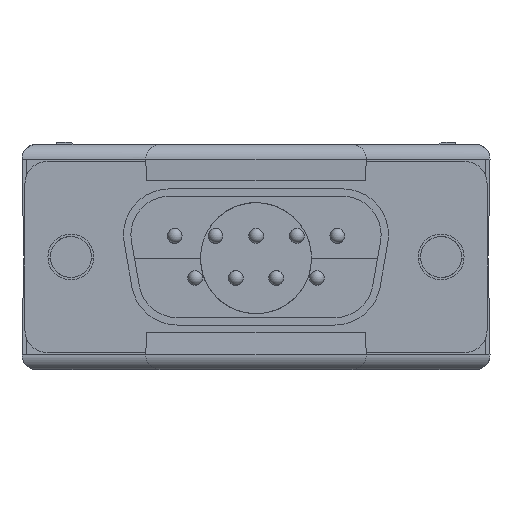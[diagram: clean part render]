
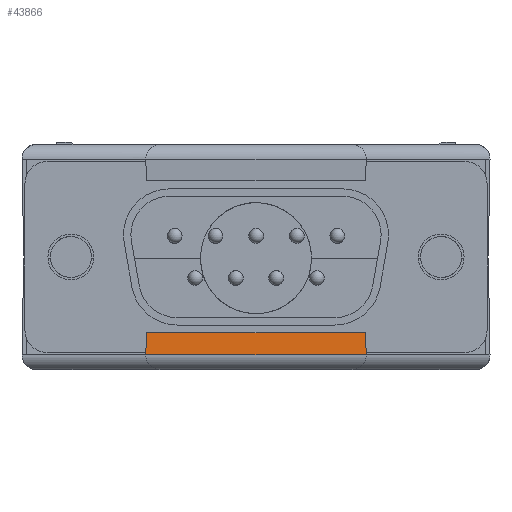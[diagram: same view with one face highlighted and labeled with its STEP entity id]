
A CAD part, front view. The second image highlights one B-rep face of the part: STEP entity #43866.
In plain terms, the highlighted planar face has unit normal (0, -0.999, 0.052).
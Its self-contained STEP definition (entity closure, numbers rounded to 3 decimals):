
#625 = VERTEX_POINT ( 'NONE', #1322 ) ;
#1003 = ORIENTED_EDGE ( 'NONE', *, *, #61930, .F. ) ;
#1322 = CARTESIAN_POINT ( 'NONE',  ( -7.372, -2.422, 1.48 ) ) ;
#2375 = DIRECTION ( 'NONE',  ( 0.052, -0.052, -0.997 ) ) ;
#3270 = VECTOR ( 'NONE', #2375, 1000. ) ;
#4152 = EDGE_CURVE ( 'NONE', #66327, #625, #12617, .T. ) ;
#5349 = ORIENTED_EDGE ( 'NONE', *, *, #44520, .F. ) ;
#7284 = CARTESIAN_POINT ( 'NONE',  ( -7.372, -2.422, 1.48 ) ) ;
#10640 = VERTEX_POINT ( 'NONE', #67551 ) ;
#12617 = LINE ( 'NONE', #44659, #63770 ) ;
#15516 = CARTESIAN_POINT ( 'NONE',  ( 0., -2.5, 0. ) ) ;
#15943 = EDGE_CURVE ( 'NONE', #625, #10640, #16613, .T. ) ;
#16613 = LINE ( 'NONE', #7284, #24634 ) ;
#24634 = VECTOR ( 'NONE', #27618, 1000. ) ;
#24933 = EDGE_LOOP ( 'NONE', ( #5349, #37351, #47630, #1003 ) ) ;
#27618 = DIRECTION ( 'NONE',  ( -0.052, -0.052, -0.997 ) ) ;
#27802 = DIRECTION ( 'NONE',  ( -1., 0., 0. ) ) ;
#29829 = CARTESIAN_POINT ( 'NONE',  ( -7.45, -2.5, 0. ) ) ;
#30174 = LINE ( 'NONE', #29829, #58390 ) ;
#31752 = FACE_OUTER_BOUND ( 'NONE', #24933, .T. ) ;
#37236 = DIRECTION ( 'NONE',  ( 0., -0.999, 0.052 ) ) ;
#37351 = ORIENTED_EDGE ( 'NONE', *, *, #4152, .T. ) ;
#38913 = LINE ( 'NONE', #59909, #3270 ) ;
#40491 = DIRECTION ( 'NONE',  ( -1., 0., 0. ) ) ;
#42894 = AXIS2_PLACEMENT_3D ( 'NONE', #15516, #37236, #63051 ) ;
#43866 = ADVANCED_FACE ( 'NONE', ( #31752 ), #51704, .T. ) ;
#44520 = EDGE_CURVE ( 'NONE', #66327, #57948, #38913, .T. ) ;
#44659 = CARTESIAN_POINT ( 'NONE',  ( 0., -2.422, 1.48 ) ) ;
#47630 = ORIENTED_EDGE ( 'NONE', *, *, #15943, .T. ) ;
#47689 = CARTESIAN_POINT ( 'NONE',  ( 7.45, -2.5, 0. ) ) ;
#51704 = PLANE ( 'NONE',  #42894 ) ;
#54945 = CARTESIAN_POINT ( 'NONE',  ( 7.372, -2.422, 1.48 ) ) ;
#57948 = VERTEX_POINT ( 'NONE', #47689 ) ;
#58390 = VECTOR ( 'NONE', #40491, 1000. ) ;
#59909 = CARTESIAN_POINT ( 'NONE',  ( 7.372, -2.422, 1.48 ) ) ;
#61930 = EDGE_CURVE ( 'NONE', #57948, #10640, #30174, .T. ) ;
#63051 = DIRECTION ( 'NONE',  ( 0., -0.052, -0.999 ) ) ;
#63770 = VECTOR ( 'NONE', #27802, 1000. ) ;
#66327 = VERTEX_POINT ( 'NONE', #54945 ) ;
#67551 = CARTESIAN_POINT ( 'NONE',  ( -7.45, -2.5, 0. ) ) ;
